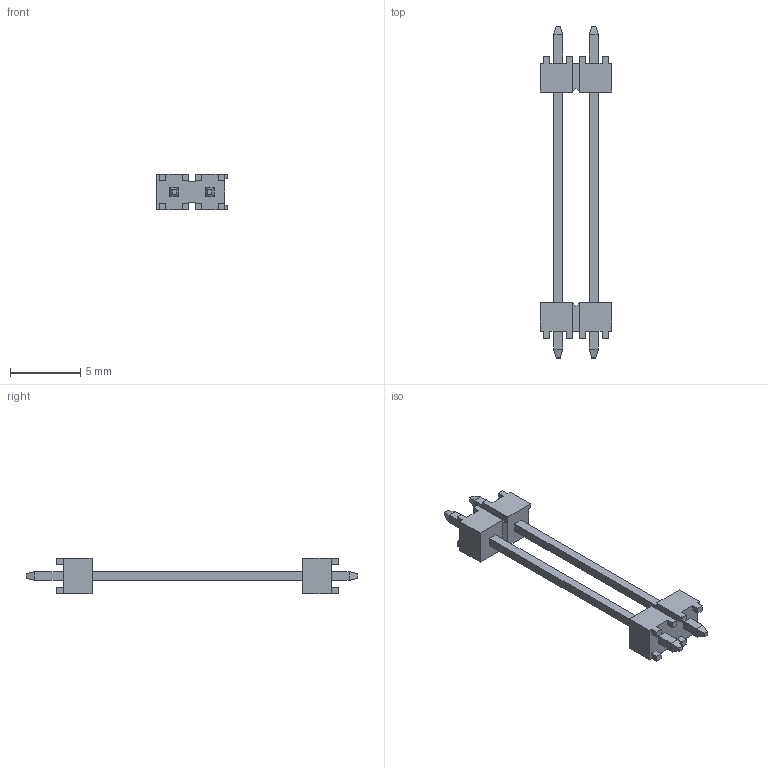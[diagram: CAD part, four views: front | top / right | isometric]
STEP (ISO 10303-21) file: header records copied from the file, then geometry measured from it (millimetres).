
FILE_DESCRIPTION (( 'STEP AP214' ), '1' );
FILE_NAME ('Samtec-ZW-02-11-T-S-790-55.step', '2014-09-09T09:08:30', ( 'Windows User' ), ( '' ), 'SwSTEP 2.0', 'SolidWorks 2014', '' );
FILE_SCHEMA (( 'AUTOMOTIVE_DESIGN' ));
Length unit declared in the file: inch
Products named in the file (1): Samtec-ZW-02-11-T-S-790-55
Bounding box: 5.08 x 23.62 x 2.54 mm (x, y, z)
Volume: 65.2 mm3; surface area: 231.3 mm2
Topology: 1 solids, 1 shells, 150 faces, 394 edges, 252 vertices
Faces by surface type: plane 150
Entity records: 5904 total; most frequent: CARTESIAN_POINT 797, ORIENTED_EDGE 788, DIRECTION 696, VECTOR 394, EDGE_CURVE 394, LINE 394, VERTEX_POINT 252, EDGE_LOOP 158
